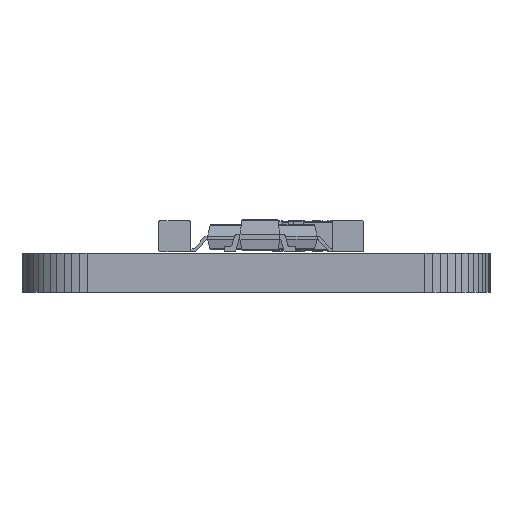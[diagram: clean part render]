
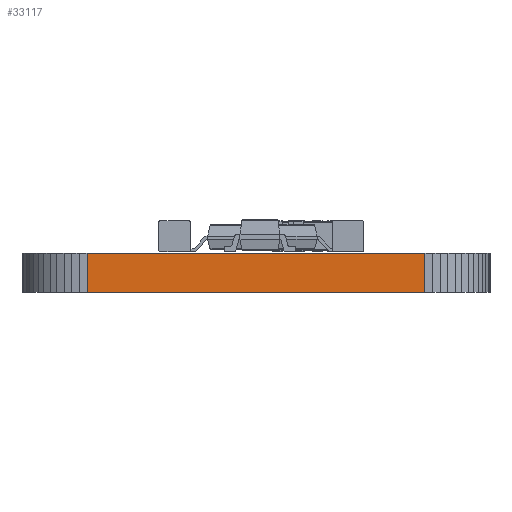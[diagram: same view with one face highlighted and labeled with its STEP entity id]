
A CAD part, front view. The second image highlights one B-rep face of the part: STEP entity #33117.
In plain terms, the highlighted planar face has unit normal (0, -1, 0).
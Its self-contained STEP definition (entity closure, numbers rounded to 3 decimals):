
#23846 = PLANE('',#23847);
#23847 = AXIS2_PLACEMENT_3D('',#23848,#23849,#23850);
#23848 = CARTESIAN_POINT('',(7.62,-39.167,1.58));
#23849 = DIRECTION('',(-0.,-0.,-1.));
#23850 = DIRECTION('',(-1.,0.,0.));
#23900 = PLANE('',#23901);
#23901 = AXIS2_PLACEMENT_3D('',#23902,#23903,#23904);
#23902 = CARTESIAN_POINT('',(7.62,-39.167,0.));
#23903 = DIRECTION('',(-0.,-0.,-1.));
#23904 = DIRECTION('',(-1.,0.,0.));
#24737 = VERTEX_POINT('',#24738);
#24738 = CARTESIAN_POINT('',(14.404,-81.354,0.));
#24752 = PLANE('',#24753);
#24753 = AXIS2_PLACEMENT_3D('',#24754,#24755,#24756);
#24754 = CARTESIAN_POINT('',(14.719,-81.335,0.));
#24755 = DIRECTION('',(0.06,-0.998,0.));
#24756 = DIRECTION('',(-0.998,-0.06,0.));
#24764 = EDGE_CURVE('',#24737,#24765,#24767,.T.);
#24765 = VERTEX_POINT('',#24766);
#24766 = CARTESIAN_POINT('',(0.836,-81.354,0.));
#24767 = SURFACE_CURVE('',#24768,(#24772,#24779),.PCURVE_S1.);
#24768 = LINE('',#24769,#24770);
#24769 = CARTESIAN_POINT('',(14.404,-81.354,0.));
#24770 = VECTOR('',#24771,1.);
#24771 = DIRECTION('',(-1.,0.,0.));
#24772 = PCURVE('',#23900,#24773);
#24773 = DEFINITIONAL_REPRESENTATION('',(#24774),#24778);
#24774 = LINE('',#24775,#24776);
#24775 = CARTESIAN_POINT('',(-6.784,-42.187));
#24776 = VECTOR('',#24777,1.);
#24777 = DIRECTION('',(1.,0.));
#24778 = ( GEOMETRIC_REPRESENTATION_CONTEXT(2) 
PARAMETRIC_REPRESENTATION_CONTEXT() REPRESENTATION_CONTEXT('2D SPACE',''
  ) );
#24779 = PCURVE('',#24780,#24785);
#24780 = PLANE('',#24781);
#24781 = AXIS2_PLACEMENT_3D('',#24782,#24783,#24784);
#24782 = CARTESIAN_POINT('',(14.404,-81.354,0.));
#24783 = DIRECTION('',(0.,-1.,0.));
#24784 = DIRECTION('',(-1.,0.,0.));
#24785 = DEFINITIONAL_REPRESENTATION('',(#24786),#24790);
#24786 = LINE('',#24787,#24788);
#24787 = CARTESIAN_POINT('',(0.,0.));
#24788 = VECTOR('',#24789,1.);
#24789 = DIRECTION('',(1.,0.));
#24790 = ( GEOMETRIC_REPRESENTATION_CONTEXT(2) 
PARAMETRIC_REPRESENTATION_CONTEXT() REPRESENTATION_CONTEXT('2D SPACE',''
  ) );
#24808 = PLANE('',#24809);
#24809 = AXIS2_PLACEMENT_3D('',#24810,#24811,#24812);
#24810 = CARTESIAN_POINT('',(0.836,-81.354,0.));
#24811 = DIRECTION('',(-0.06,-0.998,0.));
#24812 = DIRECTION('',(-0.998,0.06,0.));
#28788 = VERTEX_POINT('',#28789);
#28789 = CARTESIAN_POINT('',(14.404,-81.354,1.58));
#28810 = EDGE_CURVE('',#28788,#28811,#28813,.T.);
#28811 = VERTEX_POINT('',#28812);
#28812 = CARTESIAN_POINT('',(0.836,-81.354,1.58));
#28813 = SURFACE_CURVE('',#28814,(#28818,#28825),.PCURVE_S1.);
#28814 = LINE('',#28815,#28816);
#28815 = CARTESIAN_POINT('',(14.404,-81.354,1.58));
#28816 = VECTOR('',#28817,1.);
#28817 = DIRECTION('',(-1.,0.,0.));
#28818 = PCURVE('',#23846,#28819);
#28819 = DEFINITIONAL_REPRESENTATION('',(#28820),#28824);
#28820 = LINE('',#28821,#28822);
#28821 = CARTESIAN_POINT('',(-6.784,-42.187));
#28822 = VECTOR('',#28823,1.);
#28823 = DIRECTION('',(1.,0.));
#28824 = ( GEOMETRIC_REPRESENTATION_CONTEXT(2) 
PARAMETRIC_REPRESENTATION_CONTEXT() REPRESENTATION_CONTEXT('2D SPACE',''
  ) );
#28825 = PCURVE('',#24780,#28826);
#28826 = DEFINITIONAL_REPRESENTATION('',(#28827),#28831);
#28827 = LINE('',#28828,#28829);
#28828 = CARTESIAN_POINT('',(0.,-1.58));
#28829 = VECTOR('',#28830,1.);
#28830 = DIRECTION('',(1.,0.));
#28831 = ( GEOMETRIC_REPRESENTATION_CONTEXT(2) 
PARAMETRIC_REPRESENTATION_CONTEXT() REPRESENTATION_CONTEXT('2D SPACE',''
  ) );
#33069 = EDGE_CURVE('',#24737,#28788,#33070,.T.);
#33070 = SURFACE_CURVE('',#33071,(#33075,#33082),.PCURVE_S1.);
#33071 = LINE('',#33072,#33073);
#33072 = CARTESIAN_POINT('',(14.404,-81.354,0.));
#33073 = VECTOR('',#33074,1.);
#33074 = DIRECTION('',(0.,0.,1.));
#33075 = PCURVE('',#24752,#33076);
#33076 = DEFINITIONAL_REPRESENTATION('',(#33077),#33081);
#33077 = LINE('',#33078,#33079);
#33078 = CARTESIAN_POINT('',(0.316,0.));
#33079 = VECTOR('',#33080,1.);
#33080 = DIRECTION('',(0.,-1.));
#33081 = ( GEOMETRIC_REPRESENTATION_CONTEXT(2) 
PARAMETRIC_REPRESENTATION_CONTEXT() REPRESENTATION_CONTEXT('2D SPACE',''
  ) );
#33082 = PCURVE('',#24780,#33083);
#33083 = DEFINITIONAL_REPRESENTATION('',(#33084),#33088);
#33084 = LINE('',#33085,#33086);
#33085 = CARTESIAN_POINT('',(0.,0.));
#33086 = VECTOR('',#33087,1.);
#33087 = DIRECTION('',(0.,-1.));
#33088 = ( GEOMETRIC_REPRESENTATION_CONTEXT(2) 
PARAMETRIC_REPRESENTATION_CONTEXT() REPRESENTATION_CONTEXT('2D SPACE',''
  ) );
#33117 = ADVANCED_FACE('',(#33118),#24780,.T.);
#33118 = FACE_BOUND('',#33119,.T.);
#33119 = EDGE_LOOP('',(#33120,#33121,#33122,#33143));
#33120 = ORIENTED_EDGE('',*,*,#33069,.T.);
#33121 = ORIENTED_EDGE('',*,*,#28810,.T.);
#33122 = ORIENTED_EDGE('',*,*,#33123,.F.);
#33123 = EDGE_CURVE('',#24765,#28811,#33124,.T.);
#33124 = SURFACE_CURVE('',#33125,(#33129,#33136),.PCURVE_S1.);
#33125 = LINE('',#33126,#33127);
#33126 = CARTESIAN_POINT('',(0.836,-81.354,0.));
#33127 = VECTOR('',#33128,1.);
#33128 = DIRECTION('',(0.,0.,1.));
#33129 = PCURVE('',#24780,#33130);
#33130 = DEFINITIONAL_REPRESENTATION('',(#33131),#33135);
#33131 = LINE('',#33132,#33133);
#33132 = CARTESIAN_POINT('',(13.569,0.));
#33133 = VECTOR('',#33134,1.);
#33134 = DIRECTION('',(0.,-1.));
#33135 = ( GEOMETRIC_REPRESENTATION_CONTEXT(2) 
PARAMETRIC_REPRESENTATION_CONTEXT() REPRESENTATION_CONTEXT('2D SPACE',''
  ) );
#33136 = PCURVE('',#24808,#33137);
#33137 = DEFINITIONAL_REPRESENTATION('',(#33138),#33142);
#33138 = LINE('',#33139,#33140);
#33139 = CARTESIAN_POINT('',(0.,0.));
#33140 = VECTOR('',#33141,1.);
#33141 = DIRECTION('',(0.,-1.));
#33142 = ( GEOMETRIC_REPRESENTATION_CONTEXT(2) 
PARAMETRIC_REPRESENTATION_CONTEXT() REPRESENTATION_CONTEXT('2D SPACE',''
  ) );
#33143 = ORIENTED_EDGE('',*,*,#24764,.F.);
